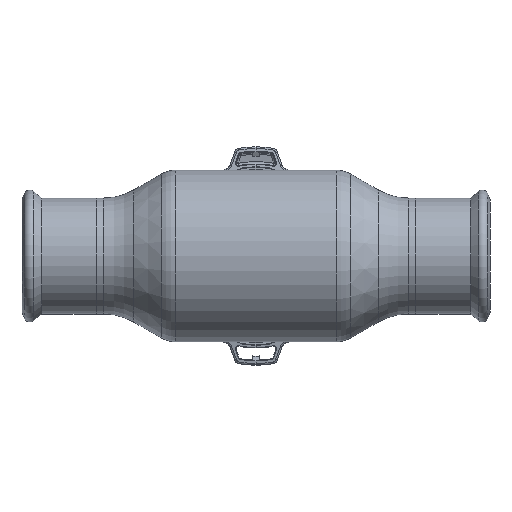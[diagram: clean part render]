
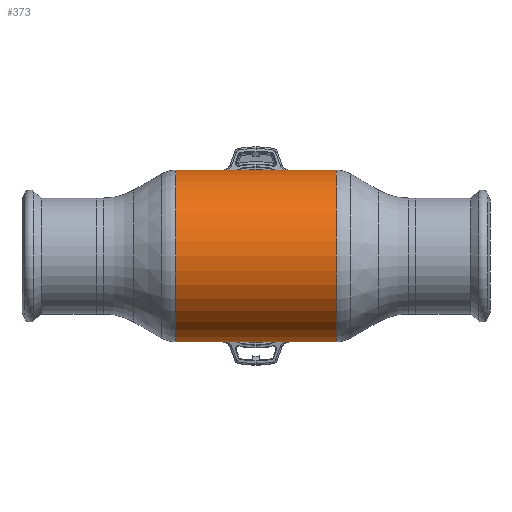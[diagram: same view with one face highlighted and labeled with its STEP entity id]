
A CAD part, front view. The second image highlights one B-rep face of the part: STEP entity #373.
In plain terms, the highlighted cylindrical face has radius 42.5 mm (diameter 85 mm), a partial arc.
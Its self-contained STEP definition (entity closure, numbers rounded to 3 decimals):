
#373 = ADVANCED_FACE ( 'NONE', ( #33787 ), #10583, .T. ) ;
#1389 = VERTEX_POINT ( 'NONE', #19762 ) ;
#1471 = VERTEX_POINT ( 'NONE', #31630 ) ;
#2538 = VECTOR ( 'NONE', #15315, 1000. ) ;
#4774 = EDGE_CURVE ( 'NONE', #1389, #32950, #30913, .T. ) ;
#5931 = DIRECTION ( 'NONE',  ( 0., 0., 1. ) ) ;
#8190 = CARTESIAN_POINT ( 'NONE',  ( -62.69, 0., 0. ) ) ;
#9509 = EDGE_CURVE ( 'NONE', #17358, #1389, #27488, .T. ) ;
#9941 = CARTESIAN_POINT ( 'NONE',  ( -39.749, 0., 42.5 ) ) ;
#10145 = ORIENTED_EDGE ( 'NONE', *, *, #4774, .T. ) ;
#10583 = CYLINDRICAL_SURFACE ( 'NONE', #22287, 42.5 ) ;
#11179 = AXIS2_PLACEMENT_3D ( 'NONE', #14921, #25523, #22597 ) ;
#11685 = ORIENTED_EDGE ( 'NONE', *, *, #33732, .F. ) ;
#11889 = ORIENTED_EDGE ( 'NONE', *, *, #9509, .T. ) ;
#12681 = AXIS2_PLACEMENT_3D ( 'NONE', #18812, #23129, #5931 ) ;
#14921 = CARTESIAN_POINT ( 'NONE',  ( -39.749, 0., 0. ) ) ;
#15315 = DIRECTION ( 'NONE',  ( -1., 0., 0. ) ) ;
#16033 = EDGE_LOOP ( 'NONE', ( #11685, #11889, #10145, #26495 ) ) ;
#16093 = DIRECTION ( 'NONE',  ( 0., 0., 1. ) ) ;
#16135 = CIRCLE ( 'NONE', #11179, 42.5 ) ;
#17358 = VERTEX_POINT ( 'NONE', #17682 ) ;
#17575 = EDGE_CURVE ( 'NONE', #1471, #32950, #16135, .T. ) ;
#17682 = CARTESIAN_POINT ( 'NONE',  ( 39.749, 0., -42.5 ) ) ;
#18812 = CARTESIAN_POINT ( 'NONE',  ( 39.749, 0., 0. ) ) ;
#19762 = CARTESIAN_POINT ( 'NONE',  ( 39.749, 0., 42.5 ) ) ;
#19839 = VECTOR ( 'NONE', #22636, 1000. ) ;
#19902 = CARTESIAN_POINT ( 'NONE',  ( -62.69, 0., 42.5 ) ) ;
#22287 = AXIS2_PLACEMENT_3D ( 'NONE', #8190, #29116, #16093 ) ;
#22597 = DIRECTION ( 'NONE',  ( 0., 0., 1. ) ) ;
#22636 = DIRECTION ( 'NONE',  ( -1., 0., 0. ) ) ;
#23129 = DIRECTION ( 'NONE',  ( -1., 0., 0. ) ) ;
#25523 = DIRECTION ( 'NONE',  ( -1., 0., 0. ) ) ;
#26495 = ORIENTED_EDGE ( 'NONE', *, *, #17575, .F. ) ;
#27488 = CIRCLE ( 'NONE', #12681, 42.5 ) ;
#28342 = LINE ( 'NONE', #31117, #2538 ) ;
#29116 = DIRECTION ( 'NONE',  ( -1., 0., 0. ) ) ;
#30913 = LINE ( 'NONE', #19902, #19839 ) ;
#31117 = CARTESIAN_POINT ( 'NONE',  ( -62.69, 0., -42.5 ) ) ;
#31630 = CARTESIAN_POINT ( 'NONE',  ( -39.749, 0., -42.5 ) ) ;
#32950 = VERTEX_POINT ( 'NONE', #9941 ) ;
#33732 = EDGE_CURVE ( 'NONE', #17358, #1471, #28342, .T. ) ;
#33787 = FACE_OUTER_BOUND ( 'NONE', #16033, .T. ) ;
